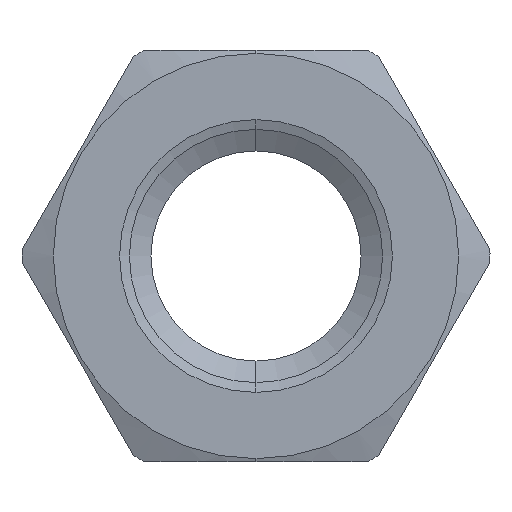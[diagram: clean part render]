
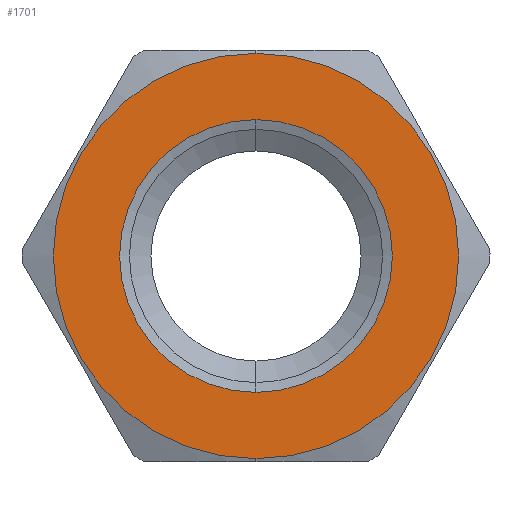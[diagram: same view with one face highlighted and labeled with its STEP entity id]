
A CAD part, front view. The second image highlights one B-rep face of the part: STEP entity #1701.
In plain terms, the highlighted planar face has unit normal (0, -1, 0).
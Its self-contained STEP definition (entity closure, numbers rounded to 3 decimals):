
#27 = CIRCLE ( 'NONE', #933, 4.308 ) ;
#281 = CARTESIAN_POINT ( 'NONE',  ( 0., -6.5, 0. ) ) ;
#290 = FACE_OUTER_BOUND ( 'NONE', #573, .T. ) ;
#297 = VERTEX_POINT ( 'NONE', #1712 ) ;
#367 = EDGE_CURVE ( 'NONE', #861, #843, #27, .T. ) ;
#418 = ORIENTED_EDGE ( 'NONE', *, *, #367, .F. ) ;
#442 = ORIENTED_EDGE ( 'NONE', *, *, #456, .F. ) ;
#445 = ORIENTED_EDGE ( 'NONE', *, *, #1349, .T. ) ;
#449 = ORIENTED_EDGE ( 'NONE', *, *, #700, .T. ) ;
#456 = EDGE_CURVE ( 'NONE', #843, #861, #1854, .T. ) ;
#537 = CARTESIAN_POINT ( 'NONE',  ( 0., -6.5, 6.401 ) ) ;
#573 = EDGE_LOOP ( 'NONE', ( #445, #449 ) ) ;
#622 = DIRECTION ( 'NONE',  ( 0., 0., 1. ) ) ;
#626 = DIRECTION ( 'NONE',  ( 0., -1., 0. ) ) ;
#628 = CARTESIAN_POINT ( 'NONE',  ( 0., -6.5, 0. ) ) ;
#686 = EDGE_LOOP ( 'NONE', ( #418, #442 ) ) ;
#700 = EDGE_CURVE ( 'NONE', #297, #1471, #1805, .T. ) ;
#731 = DIRECTION ( 'NONE',  ( 0., 0., 1. ) ) ;
#735 = DIRECTION ( 'NONE',  ( 0., -1., 0. ) ) ;
#736 = CARTESIAN_POINT ( 'NONE',  ( 0., -6.5, 0. ) ) ;
#843 = VERTEX_POINT ( 'NONE', #1343 ) ;
#861 = VERTEX_POINT ( 'NONE', #1613 ) ;
#933 = AXIS2_PLACEMENT_3D ( 'NONE', #1197, #1822, #1728 ) ;
#1072 = AXIS2_PLACEMENT_3D ( 'NONE', #281, #1678, #1515 ) ;
#1197 = CARTESIAN_POINT ( 'NONE',  ( 0., -6.5, 0. ) ) ;
#1215 = AXIS2_PLACEMENT_3D ( 'NONE', #628, #626, #622 ) ;
#1285 = DIRECTION ( 'NONE',  ( -1., 0., 0. ) ) ;
#1287 = DIRECTION ( 'NONE',  ( 0., 1., 0. ) ) ;
#1291 = PLANE ( 'NONE',  #1329 ) ;
#1297 = CARTESIAN_POINT ( 'NONE',  ( 6.478, -6.5, -6.478 ) ) ;
#1329 = AXIS2_PLACEMENT_3D ( 'NONE', #1297, #1287, #1285 ) ;
#1343 = CARTESIAN_POINT ( 'NONE',  ( 0., -6.5, 4.308 ) ) ;
#1349 = EDGE_CURVE ( 'NONE', #1471, #297, #1467, .T. ) ;
#1412 = FACE_BOUND ( 'NONE', #686, .T. ) ;
#1442 = AXIS2_PLACEMENT_3D ( 'NONE', #736, #735, #731 ) ;
#1467 = CIRCLE ( 'NONE', #1215, 6.401 ) ;
#1471 = VERTEX_POINT ( 'NONE', #537 ) ;
#1515 = DIRECTION ( 'NONE',  ( 0., 0., -1. ) ) ;
#1613 = CARTESIAN_POINT ( 'NONE',  ( 0., -6.5, -4.308 ) ) ;
#1678 = DIRECTION ( 'NONE',  ( 0., -1., 0. ) ) ;
#1701 = ADVANCED_FACE ( 'NONE', ( #1412, #290 ), #1291, .F. ) ;
#1712 = CARTESIAN_POINT ( 'NONE',  ( 0., -6.5, -6.401 ) ) ;
#1728 = DIRECTION ( 'NONE',  ( 0., 0., -1. ) ) ;
#1805 = CIRCLE ( 'NONE', #1442, 6.401 ) ;
#1822 = DIRECTION ( 'NONE',  ( 0., -1., 0. ) ) ;
#1854 = CIRCLE ( 'NONE', #1072, 4.308 ) ;
